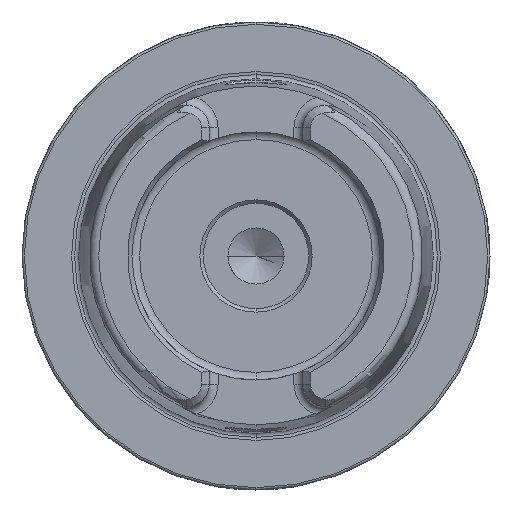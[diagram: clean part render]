
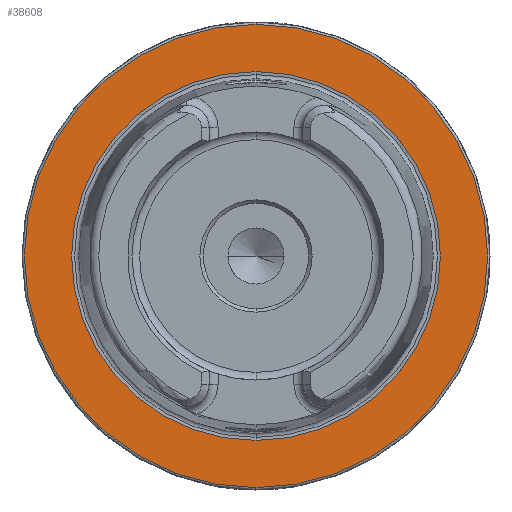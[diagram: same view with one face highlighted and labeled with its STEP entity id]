
A CAD part, left-side view. The second image highlights one B-rep face of the part: STEP entity #38608.
In plain terms, the highlighted planar face has unit normal (-1, 0, 0).
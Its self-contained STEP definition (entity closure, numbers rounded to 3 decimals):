
#679 = ORIENTED_EDGE ( 'NONE', *, *, #22296, .F. ) ;
#2047 = DIRECTION ( 'NONE',  ( 0., 0., 1. ) ) ;
#4889 = DIRECTION ( 'NONE',  ( -1., 0., 0. ) ) ;
#5379 = VERTEX_POINT ( 'NONE', #32608 ) ;
#6130 = DIRECTION ( 'NONE',  ( 0., 0., 1. ) ) ;
#6230 = VERTEX_POINT ( 'NONE', #13743 ) ;
#7290 = DIRECTION ( 'NONE',  ( 0., 0., 1. ) ) ;
#7881 = CARTESIAN_POINT ( 'NONE',  ( 0., 0., 0. ) ) ;
#8206 = ORIENTED_EDGE ( 'NONE', *, *, #26033, .F. ) ;
#8490 = DIRECTION ( 'NONE',  ( -1., 0., 0. ) ) ;
#8502 = AXIS2_PLACEMENT_3D ( 'NONE', #14522, #26009, #22808 ) ;
#9299 = AXIS2_PLACEMENT_3D ( 'NONE', #7881, #4889, #2047 ) ;
#10475 = CARTESIAN_POINT ( 'NONE',  ( 0., 0., 0. ) ) ;
#11286 = FACE_BOUND ( 'NONE', #38483, .T. ) ;
#12672 = EDGE_LOOP ( 'NONE', ( #28190, #37844 ) ) ;
#13743 = CARTESIAN_POINT ( 'NONE',  ( 0., 0., 39.405 ) ) ;
#14522 = CARTESIAN_POINT ( 'NONE',  ( 0., 49.5, 0. ) ) ;
#15374 = CARTESIAN_POINT ( 'NONE',  ( 0., 0., -39.405 ) ) ;
#15588 = CIRCLE ( 'NONE', #34225, 49.5 ) ;
#15762 = DIRECTION ( 'NONE',  ( -1., 0., 0. ) ) ;
#16243 = CARTESIAN_POINT ( 'NONE',  ( 0., 0., 0. ) ) ;
#17513 = CIRCLE ( 'NONE', #36789, 39.405 ) ;
#17547 = FACE_OUTER_BOUND ( 'NONE', #12672, .T. ) ;
#18306 = CIRCLE ( 'NONE', #9299, 49.5 ) ;
#18963 = DIRECTION ( 'NONE',  ( -1., 0., 0. ) ) ;
#20722 = AXIS2_PLACEMENT_3D ( 'NONE', #10475, #18963, #7290 ) ;
#22296 = EDGE_CURVE ( 'NONE', #24566, #6230, #17513, .T. ) ;
#22808 = DIRECTION ( 'NONE',  ( 0., 0., -1. ) ) ;
#23766 = CARTESIAN_POINT ( 'NONE',  ( 0., 0., 0. ) ) ;
#24566 = VERTEX_POINT ( 'NONE', #15374 ) ;
#26009 = DIRECTION ( 'NONE',  ( 1., 0., 0. ) ) ;
#26033 = EDGE_CURVE ( 'NONE', #6230, #24566, #38062, .T. ) ;
#28190 = ORIENTED_EDGE ( 'NONE', *, *, #38867, .T. ) ;
#30503 = CARTESIAN_POINT ( 'NONE',  ( 0., 0., -49.5 ) ) ;
#30764 = DIRECTION ( 'NONE',  ( 0., 0., 1. ) ) ;
#32192 = EDGE_CURVE ( 'NONE', #38192, #5379, #18306, .T. ) ;
#32608 = CARTESIAN_POINT ( 'NONE',  ( 0., 0., 49.5 ) ) ;
#34225 = AXIS2_PLACEMENT_3D ( 'NONE', #23766, #8490, #30764 ) ;
#36789 = AXIS2_PLACEMENT_3D ( 'NONE', #16243, #15762, #6130 ) ;
#37844 = ORIENTED_EDGE ( 'NONE', *, *, #32192, .T. ) ;
#38062 = CIRCLE ( 'NONE', #20722, 39.405 ) ;
#38192 = VERTEX_POINT ( 'NONE', #30503 ) ;
#38483 = EDGE_LOOP ( 'NONE', ( #8206, #679 ) ) ;
#38608 = ADVANCED_FACE ( 'NONE', ( #11286, #17547 ), #38669, .F. ) ;
#38669 = PLANE ( 'NONE',  #8502 ) ;
#38867 = EDGE_CURVE ( 'NONE', #5379, #38192, #15588, .T. ) ;
